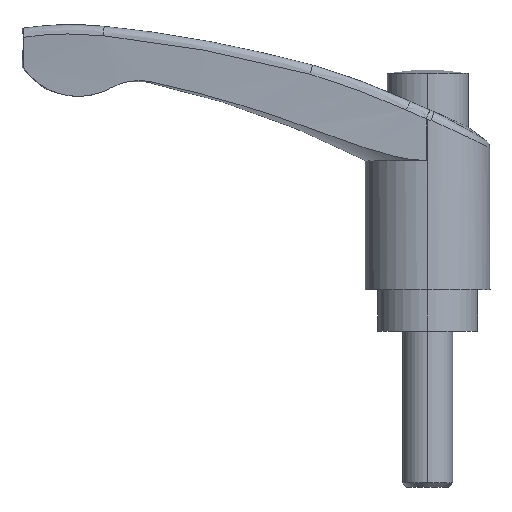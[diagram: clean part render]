
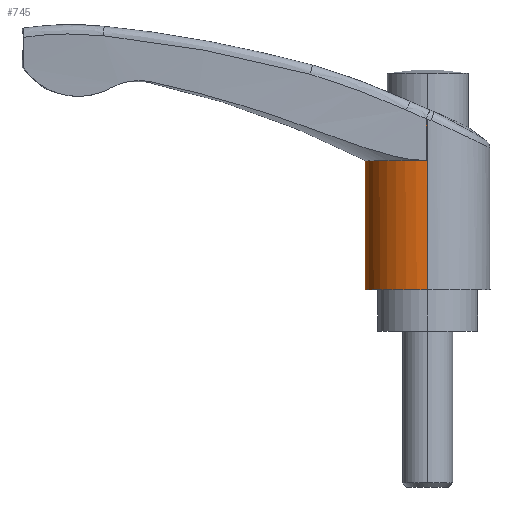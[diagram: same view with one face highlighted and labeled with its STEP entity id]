
A CAD part, left-side view. The second image highlights one B-rep face of the part: STEP entity #745.
In plain terms, the highlighted cylindrical face has radius 10 mm (diameter 20 mm), a partial arc.
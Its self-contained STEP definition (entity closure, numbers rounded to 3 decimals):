
#22 = VERTEX_POINT ( 'NONE', #3644 ) ;
#28 = DIRECTION ( 'NONE',  ( 0., 0., 1. ) ) ;
#170 = VERTEX_POINT ( 'NONE', #2276 ) ;
#193 = AXIS2_PLACEMENT_3D ( 'NONE', #432, #2176, #1856 ) ;
#308 = CARTESIAN_POINT ( 'NONE',  ( -9.998, 0.214, 34.035 ) ) ;
#343 = DIRECTION ( 'NONE',  ( 1., 0., 0. ) ) ;
#388 = CIRCLE ( 'NONE', #1470, 10. ) ;
#415 = EDGE_CURVE ( 'NONE', #3421, #480, #2105, .T. ) ;
#432 = CARTESIAN_POINT ( 'NONE',  ( 0., 0., 27.358 ) ) ;
#453 = VERTEX_POINT ( 'NONE', #2921 ) ;
#480 = VERTEX_POINT ( 'NONE', #1178 ) ;
#490 = ORIENTED_EDGE ( 'NONE', *, *, #2109, .F. ) ;
#529 = ORIENTED_EDGE ( 'NONE', *, *, #415, .F. ) ;
#595 = CARTESIAN_POINT ( 'NONE',  ( -10., 0.071, 33.985 ) ) ;
#745 = ADVANCED_FACE ( 'NONE', ( #3188 ), #2386, .T. ) ;
#766 = CARTESIAN_POINT ( 'NONE',  ( 9.998, 0.214, 34.035 ) ) ;
#782 = DIRECTION ( 'NONE',  ( 0., 0., 1. ) ) ;
#887 = VERTEX_POINT ( 'NONE', #2063 ) ;
#906 = CARTESIAN_POINT ( 'NONE',  ( -10., 0., 17.029 ) ) ;
#927 = EDGE_CURVE ( 'NONE', #2855, #1502, #2195, .T. ) ;
#1007 = CARTESIAN_POINT ( 'NONE',  ( -10., 0., 33.96 ) ) ;
#1160 = EDGE_CURVE ( 'NONE', #3421, #2855, #388, .T. ) ;
#1178 = CARTESIAN_POINT ( 'NONE',  ( 10., 0., 33.96 ) ) ;
#1222 = CARTESIAN_POINT ( 'NONE',  ( -9.998, 0.214, 34.035 ) ) ;
#1346 = EDGE_CURVE ( 'NONE', #453, #887, #1911, .T. ) ;
#1380 = VERTEX_POINT ( 'NONE', #1222 ) ;
#1432 = DIRECTION ( 'NONE',  ( 0., 0., -1. ) ) ;
#1466 = CARTESIAN_POINT ( 'NONE',  ( -9.999, 0.143, 34.01 ) ) ;
#1470 = AXIS2_PLACEMENT_3D ( 'NONE', #3152, #3449, #2032 ) ;
#1502 = VERTEX_POINT ( 'NONE', #1007 ) ;
#1548 = ORIENTED_EDGE ( 'NONE', *, *, #3088, .T. ) ;
#1604 = EDGE_CURVE ( 'NONE', #480, #170, #1982, .T. ) ;
#1610 = CARTESIAN_POINT ( 'NONE',  ( 9.999, 0.143, 34.01 ) ) ;
#1711 = ORIENTED_EDGE ( 'NONE', *, *, #1160, .T. ) ;
#1734 = ORIENTED_EDGE ( 'NONE', *, *, #1346, .T. ) ;
#1737 = ORIENTED_EDGE ( 'NONE', *, *, #927, .T. ) ;
#1807 = CARTESIAN_POINT ( 'NONE',  ( 0., 0., 27.358 ) ) ;
#1856 = DIRECTION ( 'NONE',  ( 1., 0., 0. ) ) ;
#1875 = DIRECTION ( 'NONE',  ( 0., 0., 1. ) ) ;
#1908 = LINE ( 'NONE', #3492, #2992 ) ;
#1911 = CIRCLE ( 'NONE', #2666, 10. ) ;
#1941 = CARTESIAN_POINT ( 'NONE',  ( 10., 0., 17.029 ) ) ;
#1982 = B_SPLINE_CURVE_WITH_KNOTS ( 'NONE', 3,
 ( #3422, #3407, #1610, #766 ),
 .UNSPECIFIED., .F., .F.,
 ( 4, 4 ),
 ( 0.712, 1. ),
 .UNSPECIFIED. ) ;
#2017 = ORIENTED_EDGE ( 'NONE', *, *, #2314, .T. ) ;
#2032 = DIRECTION ( 'NONE',  ( 1., 0., 0. ) ) ;
#2052 = LINE ( 'NONE', #3651, #3278 ) ;
#2063 = CARTESIAN_POINT ( 'NONE',  ( 9.998, 0.214, 27.358 ) ) ;
#2091 = CARTESIAN_POINT ( 'NONE',  ( -10., 0., 6.7 ) ) ;
#2105 = LINE ( 'NONE', #1941, #3423 ) ;
#2109 = EDGE_CURVE ( 'NONE', #1380, #1502, #2585, .T. ) ;
#2176 = DIRECTION ( 'NONE',  ( 0., 0., -1. ) ) ;
#2195 = LINE ( 'NONE', #906, #3692 ) ;
#2276 = CARTESIAN_POINT ( 'NONE',  ( 9.998, 0.214, 34.035 ) ) ;
#2314 = EDGE_CURVE ( 'NONE', #887, #170, #2052, .T. ) ;
#2385 = CARTESIAN_POINT ( 'NONE',  ( -10., 0., 33.96 ) ) ;
#2386 = CYLINDRICAL_SURFACE ( 'NONE', #2871, 10. ) ;
#2387 = DIRECTION ( 'NONE',  ( 0., 0., 1. ) ) ;
#2536 = ORIENTED_EDGE ( 'NONE', *, *, #3297, .T. ) ;
#2585 = B_SPLINE_CURVE_WITH_KNOTS ( 'NONE', 3,
 ( #308, #1466, #595, #2385 ),
 .UNSPECIFIED., .F., .F.,
 ( 4, 4 ),
 ( 0., 0.288 ),
 .UNSPECIFIED. ) ;
#2666 = AXIS2_PLACEMENT_3D ( 'NONE', #1807, #3015, #343 ) ;
#2751 = CIRCLE ( 'NONE', #193, 10. ) ;
#2816 = EDGE_LOOP ( 'NONE', ( #1711, #1737, #490, #1548, #2536, #1734, #2017, #3741, #529 ) ) ;
#2855 = VERTEX_POINT ( 'NONE', #2091 ) ;
#2871 = AXIS2_PLACEMENT_3D ( 'NONE', #3724, #28, #3276 ) ;
#2921 = CARTESIAN_POINT ( 'NONE',  ( 0., 10., 27.358 ) ) ;
#2992 = VECTOR ( 'NONE', #1432, 1000. ) ;
#3015 = DIRECTION ( 'NONE',  ( 0., 0., -1. ) ) ;
#3088 = EDGE_CURVE ( 'NONE', #1380, #22, #1908, .T. ) ;
#3152 = CARTESIAN_POINT ( 'NONE',  ( 0., 0., 6.7 ) ) ;
#3188 = FACE_OUTER_BOUND ( 'NONE', #2816, .T. ) ;
#3276 = DIRECTION ( 'NONE',  ( 1., 0., 0. ) ) ;
#3278 = VECTOR ( 'NONE', #1875, 1000. ) ;
#3297 = EDGE_CURVE ( 'NONE', #22, #453, #2751, .T. ) ;
#3379 = CARTESIAN_POINT ( 'NONE',  ( 10., 0., 6.7 ) ) ;
#3407 = CARTESIAN_POINT ( 'NONE',  ( 10., 0.071, 33.985 ) ) ;
#3421 = VERTEX_POINT ( 'NONE', #3379 ) ;
#3422 = CARTESIAN_POINT ( 'NONE',  ( 10., 0., 33.96 ) ) ;
#3423 = VECTOR ( 'NONE', #782, 1000. ) ;
#3449 = DIRECTION ( 'NONE',  ( 0., 0., 1. ) ) ;
#3492 = CARTESIAN_POINT ( 'NONE',  ( -9.998, 0.214, 17.029 ) ) ;
#3644 = CARTESIAN_POINT ( 'NONE',  ( -9.998, 0.214, 27.358 ) ) ;
#3651 = CARTESIAN_POINT ( 'NONE',  ( 9.998, 0.214, 17.029 ) ) ;
#3692 = VECTOR ( 'NONE', #2387, 1000. ) ;
#3724 = CARTESIAN_POINT ( 'NONE',  ( 0., 0., 17.029 ) ) ;
#3741 = ORIENTED_EDGE ( 'NONE', *, *, #1604, .F. ) ;
